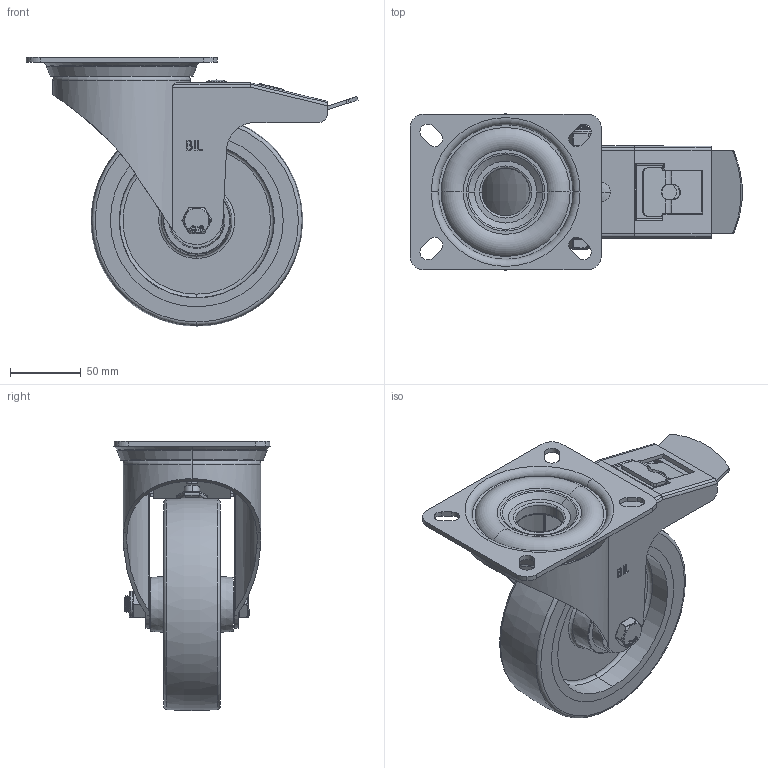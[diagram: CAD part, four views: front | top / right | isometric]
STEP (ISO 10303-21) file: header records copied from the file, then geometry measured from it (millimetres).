
FILE_DESCRIPTION(('STEP AP214'),'1');
FILE_NAME('SSMM150NPSWB.STEP','2022-02-11T10:56:03',(' '),(' '),'Spatial InterOp 3D',' ',' ');
FILE_SCHEMA(('AUTOMOTIVE_DESIGN { 1 0 10303 214 1 1 1 1 }'));
Length unit declared in the file: metre
Products named in the file (25): ZINC PLATED, PRESSED STEEL TOP PLATE; ZINC PLATED, PRESSED STEEL TOP PLATE Geometry; BALL BEARINGS; Component1; SSMM150ASSWB; ZINC PLATED, PRESSED STEEL FORKS; BEARING SEAL; ZINC PLATED, PRESSED STEEL BRAKE PEDAL; BRAKE PAD; BRAKE PAD Geometry; BOLT; NUT; BRAKE BOLT; SSMM150NPSWB; BZH150WNP; POLYURETHANE TYRE; NYLON RIM; TUBEM20X60SS; STAINLESS STEEL TUBE; BOLTM12X80A2; GRADE 304 STAINLESS STEEL BOLT; NYLOC STAINLESS STEEL NUT; NUT2; RUBBER; NM12NYA2THIN
Assembly tree (63 placements, depth 5):
  SSMM150NPSWB
    SSMM150ASSWB
      ZINC PLATED, PRESSED STEEL TOP PLATE
        ZINC PLATED, PRESSED STEEL TOP PLATE Geometry
        BALL BEARINGS
          Component1  x40
      ZINC PLATED, PRESSED STEEL FORKS
      BEARING SEAL
      ZINC PLATED, PRESSED STEEL BRAKE PEDAL
      BRAKE PAD
        BRAKE PAD Geometry
        BOLT
        NUT
        BRAKE BOLT
    BZH150WNP
      POLYURETHANE TYRE
      NYLON RIM
    TUBEM20X60SS
      STAINLESS STEEL TUBE
    BOLTM12X80A2
      GRADE 304 STAINLESS STEEL BOLT
    NM12NYA2THIN
      NYLOC STAINLESS STEEL NUT
        NUT2
        RUBBER
Bounding box: 234.28 x 110.09 x 189.91 mm (x, y, z)
Volume: 660656.1 mm3; surface area: 257138 mm2
Topology: 57 solids, 57 shells, 830 faces, 2131 edges, 1277 vertices
Faces by surface type: cylinder 303, plane 250, sphere 112, torus 62, extrusion 54, cone 38, bspline 11
Entity records: 35277 total; most frequent: CARTESIAN_POINT 16229, DIRECTION 3867, ORIENTED_EDGE 3782, EDGE_CURVE 1891, AXIS2_PLACEMENT_3D 1476, VERTEX_POINT 1199, VECTOR 915, LINE 861
